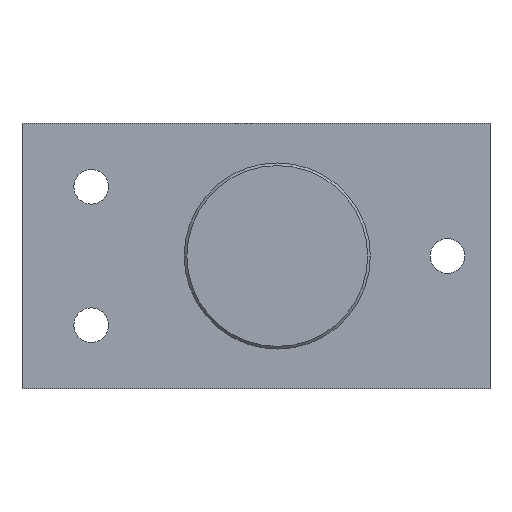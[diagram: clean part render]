
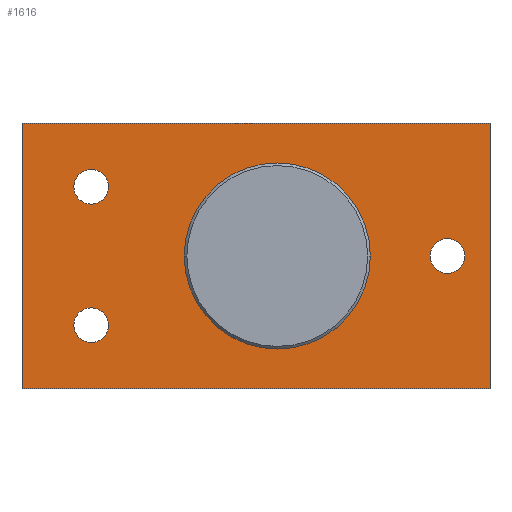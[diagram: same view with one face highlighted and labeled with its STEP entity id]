
A CAD part, front view. The second image highlights one B-rep face of the part: STEP entity #1616.
In plain terms, the highlighted planar face has unit normal (0, -1, 0).
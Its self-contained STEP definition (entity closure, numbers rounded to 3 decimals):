
#5 = CIRCLE ( 'NONE', #1307, 3.25 ) ;
#9 = CIRCLE ( 'NONE', #1589, 3.25 ) ;
#56 = FACE_BOUND ( 'NONE', #127, .T. ) ;
#81 = DIRECTION ( 'NONE',  ( 0., 0., -1. ) ) ;
#89 = CARTESIAN_POINT ( 'NONE',  ( -35., 0., -13. ) ) ;
#94 = CIRCLE ( 'NONE', #484, 17.5 ) ;
#109 = DIRECTION ( 'NONE',  ( 0., 0., 1. ) ) ;
#127 = EDGE_LOOP ( 'NONE', ( #335, #256 ) ) ;
#156 = ORIENTED_EDGE ( 'NONE', *, *, #671, .F. ) ;
#182 = ORIENTED_EDGE ( 'NONE', *, *, #1194, .F. ) ;
#224 = PLANE ( 'NONE',  #975 ) ;
#253 = CARTESIAN_POINT ( 'NONE',  ( 0., 0., 0. ) ) ;
#256 = ORIENTED_EDGE ( 'NONE', *, *, #342, .T. ) ;
#266 = VERTEX_POINT ( 'NONE', #1581 ) ;
#283 = ORIENTED_EDGE ( 'NONE', *, *, #1228, .F. ) ;
#310 = AXIS2_PLACEMENT_3D ( 'NONE', #1010, #840, #1147 ) ;
#320 = DIRECTION ( 'NONE',  ( -1., 0., 0. ) ) ;
#335 = ORIENTED_EDGE ( 'NONE', *, *, #1556, .T. ) ;
#336 = CARTESIAN_POINT ( 'NONE',  ( 32., 0., 0. ) ) ;
#342 = EDGE_CURVE ( 'NONE', #933, #1811, #5, .T. ) ;
#345 = LINE ( 'NONE', #536, #1020 ) ;
#350 = CIRCLE ( 'NONE', #1082, 3.25 ) ;
#376 = EDGE_CURVE ( 'NONE', #1518, #669, #520, .T. ) ;
#390 = FACE_BOUND ( 'NONE', #861, .T. ) ;
#419 = VECTOR ( 'NONE', #320, 1000. ) ;
#465 = LINE ( 'NONE', #618, #419 ) ;
#466 = EDGE_LOOP ( 'NONE', ( #1460, #1551, #182, #156 ) ) ;
#475 = DIRECTION ( 'NONE',  ( 0., -1., 0. ) ) ;
#484 = AXIS2_PLACEMENT_3D ( 'NONE', #253, #1674, #1820 ) ;
#495 = DIRECTION ( 'NONE',  ( 0., 0., -1. ) ) ;
#501 = CARTESIAN_POINT ( 'NONE',  ( -35., 0., -16.25 ) ) ;
#502 = CARTESIAN_POINT ( 'NONE',  ( -35., 0., 16.25 ) ) ;
#518 = ORIENTED_EDGE ( 'NONE', *, *, #732, .F. ) ;
#520 = LINE ( 'NONE', #1786, #1361 ) ;
#536 = CARTESIAN_POINT ( 'NONE',  ( -48., 0., 25. ) ) ;
#555 = CARTESIAN_POINT ( 'NONE',  ( 35.25, 0., 0. ) ) ;
#572 = CIRCLE ( 'NONE', #1295, 3.25 ) ;
#608 = CARTESIAN_POINT ( 'NONE',  ( 0., 0., 0. ) ) ;
#618 = CARTESIAN_POINT ( 'NONE',  ( -48., 0., -25. ) ) ;
#623 = DIRECTION ( 'NONE',  ( 0., 1., 0. ) ) ;
#628 = VERTEX_POINT ( 'NONE', #896 ) ;
#669 = VERTEX_POINT ( 'NONE', #1482 ) ;
#671 = EDGE_CURVE ( 'NONE', #1215, #775, #465, .T. ) ;
#679 = ORIENTED_EDGE ( 'NONE', *, *, #1552, .T. ) ;
#707 = DIRECTION ( 'NONE',  ( 0., 0., -1. ) ) ;
#723 = DIRECTION ( 'NONE',  ( 0., 0., 1. ) ) ;
#726 = DIRECTION ( 'NONE',  ( 0., 0., 1. ) ) ;
#732 = EDGE_CURVE ( 'NONE', #1487, #870, #766, .T. ) ;
#733 = DIRECTION ( 'NONE',  ( 0., 1., 0. ) ) ;
#743 = CARTESIAN_POINT ( 'NONE',  ( -35., 0., -13. ) ) ;
#766 = CIRCLE ( 'NONE', #1730, 3.25 ) ;
#775 = VERTEX_POINT ( 'NONE', #1083 ) ;
#792 = CARTESIAN_POINT ( 'NONE',  ( 0., 0., 0. ) ) ;
#810 = EDGE_LOOP ( 'NONE', ( #679, #1746 ) ) ;
#840 = DIRECTION ( 'NONE',  ( 0., -1., 0. ) ) ;
#851 = DIRECTION ( 'NONE',  ( 0., 0., -1. ) ) ;
#861 = EDGE_LOOP ( 'NONE', ( #1658, #518 ) ) ;
#862 = CARTESIAN_POINT ( 'NONE',  ( -35., 0., 13. ) ) ;
#870 = VERTEX_POINT ( 'NONE', #1513 ) ;
#884 = VECTOR ( 'NONE', #707, 1000. ) ;
#896 = CARTESIAN_POINT ( 'NONE',  ( 0., 0., 17.5 ) ) ;
#920 = CARTESIAN_POINT ( 'NONE',  ( -35., 0., 13. ) ) ;
#925 = LINE ( 'NONE', #998, #884 ) ;
#932 = DIRECTION ( 'NONE',  ( 0., -1., 0. ) ) ;
#933 = VERTEX_POINT ( 'NONE', #501 ) ;
#975 = AXIS2_PLACEMENT_3D ( 'NONE', #792, #1831, #81 ) ;
#998 = CARTESIAN_POINT ( 'NONE',  ( 40., 0., 25. ) ) ;
#1010 = CARTESIAN_POINT ( 'NONE',  ( 32., 0., 0. ) ) ;
#1020 = VECTOR ( 'NONE', #109, 1000. ) ;
#1068 = CARTESIAN_POINT ( 'NONE',  ( -48., 0., 25. ) ) ;
#1082 = AXIS2_PLACEMENT_3D ( 'NONE', #336, #475, #1181 ) ;
#1083 = CARTESIAN_POINT ( 'NONE',  ( -48., 0., -25. ) ) ;
#1096 = DIRECTION ( 'NONE',  ( 0., 1., 0. ) ) ;
#1101 = DIRECTION ( 'NONE',  ( 0., 0., 1. ) ) ;
#1119 = CARTESIAN_POINT ( 'NONE',  ( -35., 0., -9.75 ) ) ;
#1135 = EDGE_LOOP ( 'NONE', ( #1570, #283 ) ) ;
#1147 = DIRECTION ( 'NONE',  ( 1., 0., 0. ) ) ;
#1151 = VERTEX_POINT ( 'NONE', #555 ) ;
#1165 = DIRECTION ( 'NONE',  ( 1., 0., 0. ) ) ;
#1181 = DIRECTION ( 'NONE',  ( 1., 0., 0. ) ) ;
#1194 = EDGE_CURVE ( 'NONE', #775, #1518, #345, .T. ) ;
#1204 = EDGE_CURVE ( 'NONE', #870, #1487, #9, .T. ) ;
#1212 = EDGE_CURVE ( 'NONE', #669, #1215, #925, .T. ) ;
#1215 = VERTEX_POINT ( 'NONE', #1610 ) ;
#1228 = EDGE_CURVE ( 'NONE', #1665, #1151, #1788, .T. ) ;
#1295 = AXIS2_PLACEMENT_3D ( 'NONE', #89, #1096, #1101 ) ;
#1307 = AXIS2_PLACEMENT_3D ( 'NONE', #743, #733, #726 ) ;
#1328 = FACE_BOUND ( 'NONE', #1135, .T. ) ;
#1361 = VECTOR ( 'NONE', #1165, 1000. ) ;
#1403 = EDGE_CURVE ( 'NONE', #1151, #1665, #350, .T. ) ;
#1415 = EDGE_CURVE ( 'NONE', #628, #266, #1771, .T. ) ;
#1460 = ORIENTED_EDGE ( 'NONE', *, *, #1212, .F. ) ;
#1465 = AXIS2_PLACEMENT_3D ( 'NONE', #608, #623, #723 ) ;
#1482 = CARTESIAN_POINT ( 'NONE',  ( 40., 0., 25. ) ) ;
#1487 = VERTEX_POINT ( 'NONE', #502 ) ;
#1513 = CARTESIAN_POINT ( 'NONE',  ( -35., 0., 9.75 ) ) ;
#1518 = VERTEX_POINT ( 'NONE', #1068 ) ;
#1541 = FACE_BOUND ( 'NONE', #810, .T. ) ;
#1551 = ORIENTED_EDGE ( 'NONE', *, *, #376, .F. ) ;
#1552 = EDGE_CURVE ( 'NONE', #266, #628, #94, .T. ) ;
#1556 = EDGE_CURVE ( 'NONE', #1811, #933, #572, .T. ) ;
#1570 = ORIENTED_EDGE ( 'NONE', *, *, #1403, .F. ) ;
#1581 = CARTESIAN_POINT ( 'NONE',  ( 0., 0., -17.5 ) ) ;
#1589 = AXIS2_PLACEMENT_3D ( 'NONE', #862, #1758, #851 ) ;
#1598 = FACE_OUTER_BOUND ( 'NONE', #466, .T. ) ;
#1610 = CARTESIAN_POINT ( 'NONE',  ( 40., 0., -25. ) ) ;
#1616 = ADVANCED_FACE ( 'NONE', ( #1328, #56, #390, #1598, #1541 ), #224, .T. ) ;
#1658 = ORIENTED_EDGE ( 'NONE', *, *, #1204, .F. ) ;
#1665 = VERTEX_POINT ( 'NONE', #1826 ) ;
#1674 = DIRECTION ( 'NONE',  ( 0., 1., 0. ) ) ;
#1730 = AXIS2_PLACEMENT_3D ( 'NONE', #920, #932, #495 ) ;
#1746 = ORIENTED_EDGE ( 'NONE', *, *, #1415, .T. ) ;
#1758 = DIRECTION ( 'NONE',  ( 0., -1., 0. ) ) ;
#1771 = CIRCLE ( 'NONE', #1465, 17.5 ) ;
#1786 = CARTESIAN_POINT ( 'NONE',  ( -48., 0., 25. ) ) ;
#1788 = CIRCLE ( 'NONE', #310, 3.25 ) ;
#1811 = VERTEX_POINT ( 'NONE', #1119 ) ;
#1820 = DIRECTION ( 'NONE',  ( 0., 0., 1. ) ) ;
#1826 = CARTESIAN_POINT ( 'NONE',  ( 28.75, 0., 0. ) ) ;
#1831 = DIRECTION ( 'NONE',  ( 0., -1., 0. ) ) ;
